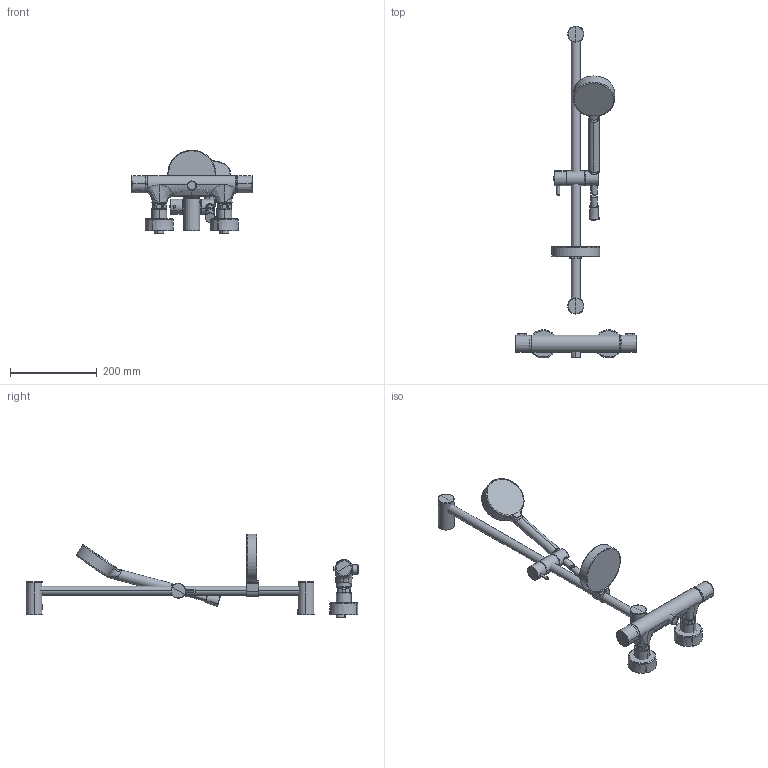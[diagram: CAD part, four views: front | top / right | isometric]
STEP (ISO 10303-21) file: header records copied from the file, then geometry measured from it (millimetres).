
FILE_DESCRIPTION (( 'STEP AP203' ), '1' );
FILE_NAME ('48080121(2021).STEP', '2021-05-11T07:21:21', ( '' ), ( '' ), 'SwSTEP 2.0', 'SolidWorks 2016', '' );
FILE_SCHEMA (( 'CONFIG_CONTROL_DESIGN' ));
Length unit declared in the file: millimetre
Products named in the file (1): 48080121(2021)
Bounding box: 279.38 x 763.41 x 192.65 mm (x, y, z)
Volume: 1477273.8 mm3; surface area: 286785.1 mm2
Topology: 26 solids, 26 shells, 615 faces, 1430 edges, 865 vertices
Faces by surface type: bspline 177, cylinder 172, plane 147, torus 55, cone 39, sphere 25
Entity records: 34504 total; most frequent: CARTESIAN_POINT 21900, ORIENTED_EDGE 2788, DIRECTION 2279, EDGE_CURVE 1394, AXIS2_PLACEMENT_3D 949, VERTEX_POINT 853, EDGE_LOOP 637, FACE_OUTER_BOUND 614
